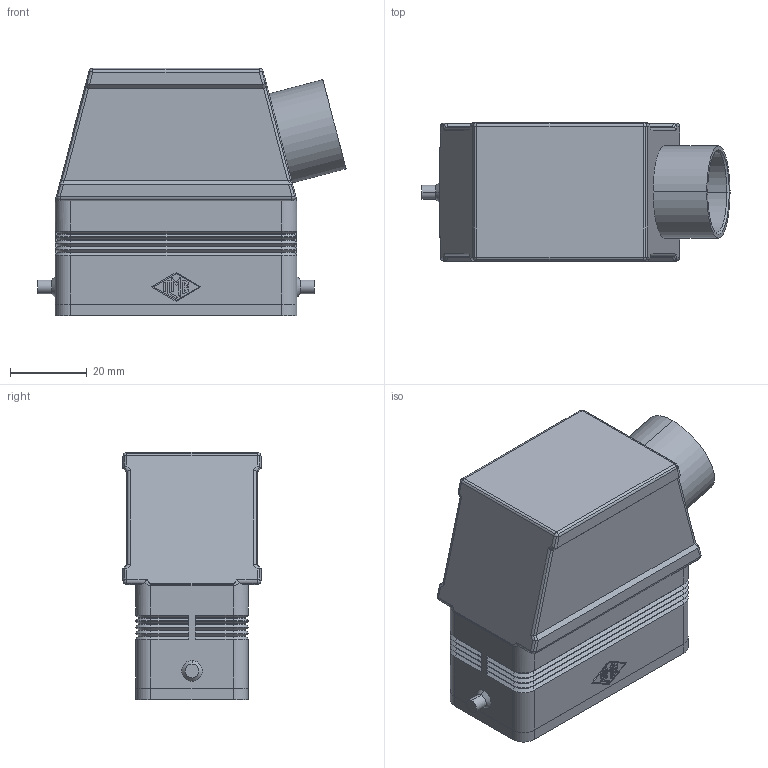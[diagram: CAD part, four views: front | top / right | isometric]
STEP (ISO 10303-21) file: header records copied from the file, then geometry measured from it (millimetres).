
FILE_DESCRIPTION((''),'2;1');
FILE_NAME('CZAO 15 L16.stp','2006-12-12T09:23:42',('gembarski'),(''),'Autodesk Inventor 7','Autodesk Inventor 7','');
FILE_SCHEMA(('AUTOMOTIVE_DESIGN { 1 0 10303 214 1 1 1 1 }'));
Length unit declared in the file: millimetre
Products named in the file (1): CZ_MZ Tüllengehäuse 1 Bügel 
Bounding box: 80.32 x 36 x 64.5 mm (x, y, z)
Volume: 48875.4 mm3; surface area: 28394 mm2
Topology: 1 solids, 1 shells, 412 faces, 1010 edges, 604 vertices
Faces by surface type: plane 170, cylinder 146, cone 44, bspline 40, sphere 8, torus 4
Entity records: 12683 total; most frequent: CARTESIAN_POINT 2977, DIRECTION 2060, ORIENTED_EDGE 1988, EDGE_CURVE 994, AXIS2_PLACEMENT_3D 705, VECTOR 650, LINE 650, VERTEX_POINT 604
